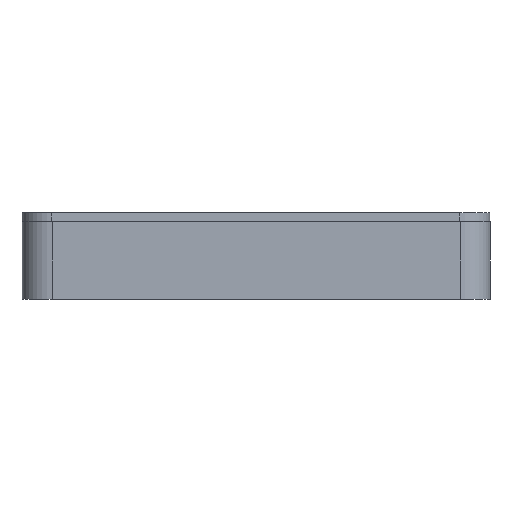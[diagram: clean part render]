
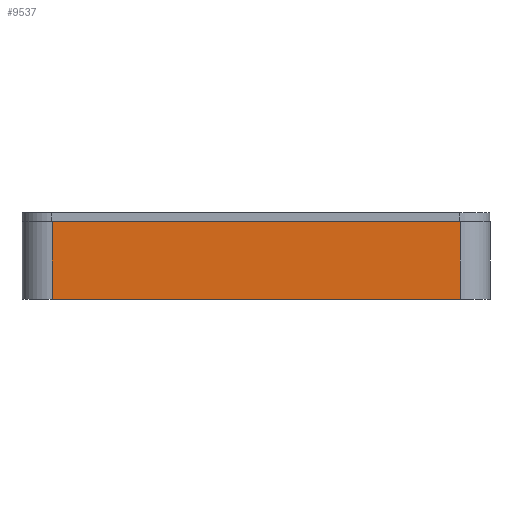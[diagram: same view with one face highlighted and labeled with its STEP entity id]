
A CAD part, left-side view. The second image highlights one B-rep face of the part: STEP entity #9537.
In plain terms, the highlighted planar face has unit normal (-1, 0, 0).
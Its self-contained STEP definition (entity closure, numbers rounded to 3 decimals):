
#1042=PLANE('',#9910);
#1442=FACE_OUTER_BOUND('',#1986,.T.);
#1986=EDGE_LOOP('',(#8143,#8144,#8145,#8146));
#2753=LINE('',#17710,#3471);
#2755=LINE('',#17731,#3473);
#2756=LINE('',#17734,#3474);
#2768=LINE('',#17771,#3486);
#3471=VECTOR('',#10996,10.);
#3473=VECTOR('',#11024,10.);
#3474=VECTOR('',#11027,10.);
#3486=VECTOR('',#11055,10.);
#4579=VERTEX_POINT('',#17696);
#4585=VERTEX_POINT('',#17708);
#4590=VERTEX_POINT('',#17727);
#4592=VERTEX_POINT('',#17733);
#5817=EDGE_CURVE('',#4585,#4579,#2753,.T.);
#5824=EDGE_CURVE('',#4579,#4590,#2755,.T.);
#5825=EDGE_CURVE('',#4590,#4592,#2756,.T.);
#5844=EDGE_CURVE('',#4592,#4585,#2768,.T.);
#8143=ORIENTED_EDGE('',*,*,#5824,.F.);
#8144=ORIENTED_EDGE('',*,*,#5817,.F.);
#8145=ORIENTED_EDGE('',*,*,#5844,.F.);
#8146=ORIENTED_EDGE('',*,*,#5825,.F.);
#9537=ADVANCED_FACE('',(#1442),#1042,.T.);
#9910=AXIS2_PLACEMENT_3D('',#17770,#11053,#11054);
#10996=DIRECTION('',(0.,1.,0.));
#11024=DIRECTION('',(0.,0.,1.));
#11027=DIRECTION('',(0.,-1.,0.));
#11053=DIRECTION('center_axis',(-1.,0.,0.));
#11054=DIRECTION('ref_axis',(0.,-1.,0.));
#11055=DIRECTION('',(0.,0.,-1.));
#17696=CARTESIAN_POINT('',(-9.5,63.5,0.));
#17708=CARTESIAN_POINT('',(-9.5,-4.5,0.));
#17710=CARTESIAN_POINT('',(-9.5,-9.5,0.));
#17727=CARTESIAN_POINT('',(-9.5,63.5,13.));
#17731=CARTESIAN_POINT('',(-9.5,63.5,0.));
#17733=CARTESIAN_POINT('',(-9.5,-4.5,13.));
#17734=CARTESIAN_POINT('',(-9.5,-9.5,13.));
#17770=CARTESIAN_POINT('Origin',(-9.5,68.5,0.));
#17771=CARTESIAN_POINT('',(-9.5,-4.5,0.));
